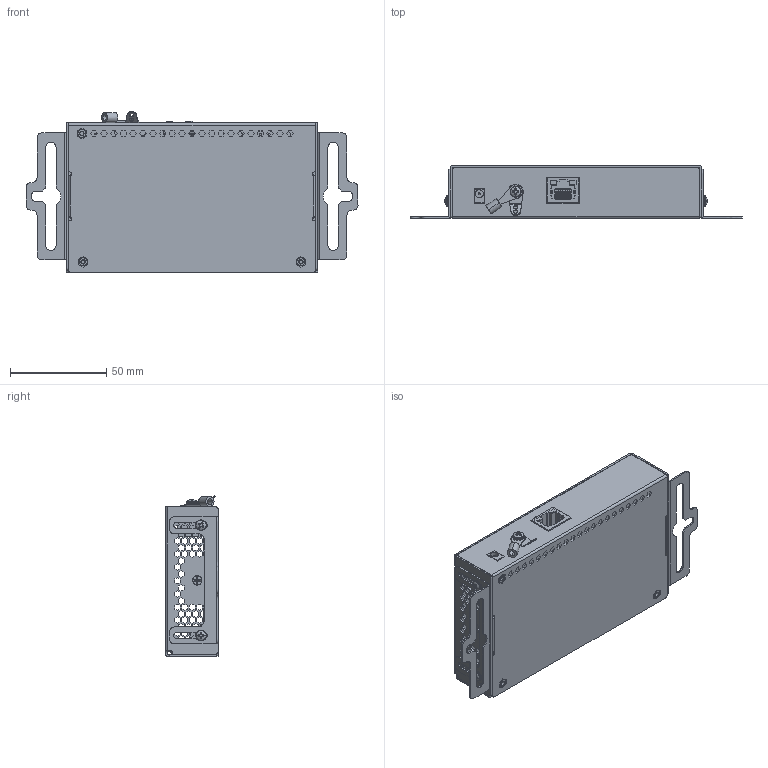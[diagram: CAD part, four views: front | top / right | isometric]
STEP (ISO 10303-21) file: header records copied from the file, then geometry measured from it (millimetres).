
FILE_DESCRIPTION (( 'STEP AP214' ), '1' );
FILE_NAME ('USB-C5-R-200.STEP', '2015-04-14T18:56:14', ( 'test' ), ( '' ), 'SwSTEP 2.0', 'SolidWorks 2011', '' );
FILE_SCHEMA (( 'AUTOMOTIVE_DESIGN' ));
Length unit declared in the file: inch
Products named in the file (16): HW7218_90402A106; CN5360 - TERMINAL; HW7221; HW7097_90272A105; HW5127 CR-FHMS 0.112-40x0.188x0.188_CR-FHMS 0.112-40x0.188x0.188-C; HW4033-SCRW#4-40x.25-BUT-TORX-T8-ZN_90022A110; ST-C5USBVT-R-Board-REVA; CN6398-D028-AA011; CN5333 - RJ45 LED; CN5252 - USB A RECEPTACLE; TL6383_PEM SO-440-8 ZI--C; MP4559; MP4109; MP4108; USB-C5-R-200
Assembly tree (27 placements, depth 3):
  USB-C5-R-200
    MP4559  x2
    TL6383_PEM SO-440-8 ZI--C  x3
    MP4108
    MP4109
    HW7218_90402A106
    HW7097_90272A105  x4
    HW5127 CR-FHMS 0.112-40x0.188x0.188_CR-FHMS 0.112-40x0.188x0.188-C  x2
    ST-C5USBVT-R-Board-REVA
      CN5252 - USB A RECEPTACLE  x4
      CN6398-D028-AA011
      ST-C5USBVT-R-Board-REVA
      CN5333 - RJ45 LED
    HW4033-SCRW#4-40x.25-BUT-TORX-T8-ZN_90022A110  x3
    CN5360 - TERMINAL
    HW7221
Bounding box: 172.35 x 27.38 x 83.52 mm (x, y, z)
Volume: 47335 mm3; surface area: 99286.5 mm2
Topology: 30 solids, 30 shells, 3622 faces, 9700 edges, 6194 vertices
Faces by surface type: plane 1630, cylinder 1419, torus 208, bspline 157, cone 150, sphere 58
Entity records: 89051 total; most frequent: CARTESIAN_POINT 20379, ORIENTED_EDGE 12896, DIRECTION 11916, EDGE_CURVE 6448, LINE 4422, VECTOR 4422, VERTEX_POINT 4190, AXIS2_PLACEMENT_3D 3747
